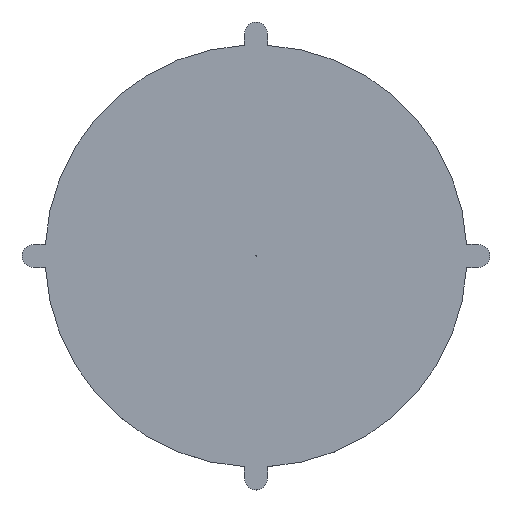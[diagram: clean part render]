
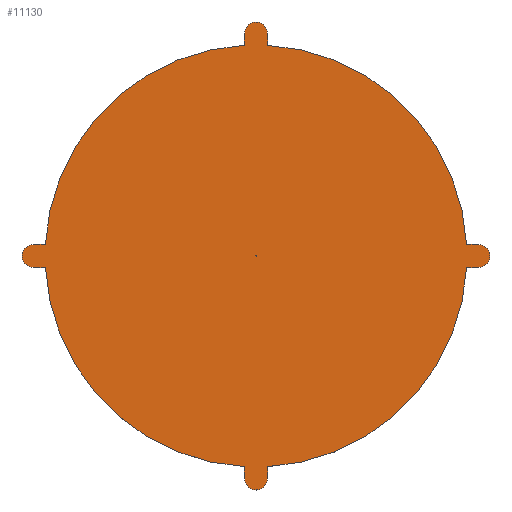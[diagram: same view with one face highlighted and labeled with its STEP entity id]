
A CAD part, top view. The second image highlights one B-rep face of the part: STEP entity #11130.
In plain terms, the highlighted planar face has unit normal (0, 0, 1).
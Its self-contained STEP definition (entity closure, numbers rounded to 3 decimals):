
#10437 = VERTEX_POINT('',#10438);
#10438 = CARTESIAN_POINT('',(-3.,58.,1.6));
#10444 = EDGE_CURVE('',#10437,#10445,#10447,.T.);
#10445 = VERTEX_POINT('',#10446);
#10446 = CARTESIAN_POINT('',(3.,58.,1.6));
#10447 = CIRCLE('',#10448,3.);
#10448 = AXIS2_PLACEMENT_3D('',#10449,#10450,#10451);
#10449 = CARTESIAN_POINT('',(0.,58.,1.6));
#10450 = DIRECTION('',(0.,0.,-1.));
#10451 = DIRECTION('',(-1.,0.,0.));
#10477 = EDGE_CURVE('',#10445,#10478,#10480,.T.);
#10478 = VERTEX_POINT('',#10479);
#10479 = CARTESIAN_POINT('',(3.,54.918,1.6));
#10480 = LINE('',#10481,#10482);
#10481 = CARTESIAN_POINT('',(3.,58.,1.6));
#10482 = VECTOR('',#10483,1.);
#10483 = DIRECTION('',(0.,-1.,0.));
#10508 = EDGE_CURVE('',#10478,#10509,#10511,.T.);
#10509 = VERTEX_POINT('',#10510);
#10510 = CARTESIAN_POINT('',(54.909,2.999,1.6));
#10511 = CIRCLE('',#10512,54.99);
#10512 = AXIS2_PLACEMENT_3D('',#10513,#10514,#10515);
#10513 = CARTESIAN_POINT('',(0.,0.01,1.6)
  );
#10514 = DIRECTION('',(0.,0.,-1.));
#10515 = DIRECTION('',(0.055,0.999,0.));
#10541 = EDGE_CURVE('',#10509,#10542,#10544,.T.);
#10542 = VERTEX_POINT('',#10543);
#10543 = CARTESIAN_POINT('',(54.918,3.,1.6));
#10544 = LINE('',#10545,#10546);
#10545 = CARTESIAN_POINT('',(54.909,2.999,1.6));
#10546 = VECTOR('',#10547,1.);
#10547 = DIRECTION('',(0.999,0.054,0.));
#10572 = EDGE_CURVE('',#10542,#10573,#10575,.T.);
#10573 = VERTEX_POINT('',#10574);
#10574 = CARTESIAN_POINT('',(58.,3.,1.6));
#10575 = LINE('',#10576,#10577);
#10576 = CARTESIAN_POINT('',(54.918,3.,1.6));
#10577 = VECTOR('',#10578,1.);
#10578 = DIRECTION('',(1.,0.,0.));
#10603 = EDGE_CURVE('',#10573,#10604,#10606,.T.);
#10604 = VERTEX_POINT('',#10605);
#10605 = CARTESIAN_POINT('',(58.,-3.,1.6));
#10606 = CIRCLE('',#10607,3.);
#10607 = AXIS2_PLACEMENT_3D('',#10608,#10609,#10610);
#10608 = CARTESIAN_POINT('',(58.,0.,1.6));
#10609 = DIRECTION('',(0.,0.,-1.));
#10610 = DIRECTION('',(0.,1.,0.));
#10636 = EDGE_CURVE('',#10604,#10637,#10639,.T.);
#10637 = VERTEX_POINT('',#10638);
#10638 = CARTESIAN_POINT('',(54.918,-3.,1.6));
#10639 = LINE('',#10640,#10641);
#10640 = CARTESIAN_POINT('',(58.,-3.,1.6));
#10641 = VECTOR('',#10642,1.);
#10642 = DIRECTION('',(-1.,0.,0.));
#10667 = EDGE_CURVE('',#10637,#10668,#10670,.T.);
#10668 = VERTEX_POINT('',#10669);
#10669 = CARTESIAN_POINT('',(3.001,-54.928,1.6));
#10670 = CIRCLE('',#10671,55.01);
#10671 = AXIS2_PLACEMENT_3D('',#10672,#10673,#10674);
#10672 = CARTESIAN_POINT('',(-0.01,0.,1.6
    ));
#10673 = DIRECTION('',(0.,0.,-1.));
#10674 = DIRECTION('',(0.999,-0.055,0.));
#10700 = EDGE_CURVE('',#10668,#10701,#10703,.T.);
#10701 = VERTEX_POINT('',#10702);
#10702 = CARTESIAN_POINT('',(3.,-54.918,1.6));
#10703 = LINE('',#10704,#10705);
#10704 = CARTESIAN_POINT('',(3.001,-54.928,1.6));
#10705 = VECTOR('',#10706,1.);
#10706 = DIRECTION('',(-0.055,0.998,0.));
#10731 = EDGE_CURVE('',#10701,#10732,#10734,.T.);
#10732 = VERTEX_POINT('',#10733);
#10733 = CARTESIAN_POINT('',(3.,-58.,1.6));
#10734 = LINE('',#10735,#10736);
#10735 = CARTESIAN_POINT('',(3.,-54.918,1.6));
#10736 = VECTOR('',#10737,1.);
#10737 = DIRECTION('',(0.,-1.,0.));
#10762 = EDGE_CURVE('',#10732,#10763,#10765,.T.);
#10763 = VERTEX_POINT('',#10764);
#10764 = CARTESIAN_POINT('',(-3.,-58.,1.6));
#10765 = CIRCLE('',#10766,3.);
#10766 = AXIS2_PLACEMENT_3D('',#10767,#10768,#10769);
#10767 = CARTESIAN_POINT('',(0.,-58.,1.6));
#10768 = DIRECTION('',(0.,0.,-1.));
#10769 = DIRECTION('',(1.,0.,0.));
#10795 = EDGE_CURVE('',#10763,#10796,#10798,.T.);
#10796 = VERTEX_POINT('',#10797);
#10797 = CARTESIAN_POINT('',(-3.,-54.918,1.6));
#10798 = LINE('',#10799,#10800);
#10799 = CARTESIAN_POINT('',(-3.,-58.,1.6));
#10800 = VECTOR('',#10801,1.);
#10801 = DIRECTION('',(0.,1.,0.));
#10826 = EDGE_CURVE('',#10796,#10827,#10829,.T.);
#10827 = VERTEX_POINT('',#10828);
#10828 = CARTESIAN_POINT('',(-54.909,-2.999,1.6));
#10829 = CIRCLE('',#10830,55.001);
#10830 = AXIS2_PLACEMENT_3D('',#10831,#10832,#10833);
#10831 = CARTESIAN_POINT('',(0.01,0.,1.6)
  );
#10832 = DIRECTION('',(0.,0.,-1.));
#10833 = DIRECTION('',(-0.055,-0.999,-0.));
#10859 = EDGE_CURVE('',#10827,#10860,#10862,.T.);
#10860 = VERTEX_POINT('',#10861);
#10861 = CARTESIAN_POINT('',(-54.918,-3.,1.6));
#10862 = LINE('',#10863,#10864);
#10863 = CARTESIAN_POINT('',(-54.909,-2.999,1.6));
#10864 = VECTOR('',#10865,1.);
#10865 = DIRECTION('',(-0.999,-0.055,0.));
#10890 = EDGE_CURVE('',#10860,#10891,#10893,.T.);
#10891 = VERTEX_POINT('',#10892);
#10892 = CARTESIAN_POINT('',(-58.,-3.,1.6));
#10893 = LINE('',#10894,#10895);
#10894 = CARTESIAN_POINT('',(-54.918,-3.,1.6));
#10895 = VECTOR('',#10896,1.);
#10896 = DIRECTION('',(-1.,0.,0.));
#10921 = EDGE_CURVE('',#10891,#10922,#10924,.T.);
#10922 = VERTEX_POINT('',#10923);
#10923 = CARTESIAN_POINT('',(-58.,3.,1.6));
#10924 = CIRCLE('',#10925,3.);
#10925 = AXIS2_PLACEMENT_3D('',#10926,#10927,#10928);
#10926 = CARTESIAN_POINT('',(-58.,0.,1.6));
#10927 = DIRECTION('',(0.,0.,-1.));
#10928 = DIRECTION('',(0.,-1.,0.));
#10954 = EDGE_CURVE('',#10922,#10955,#10957,.T.);
#10955 = VERTEX_POINT('',#10956);
#10956 = CARTESIAN_POINT('',(-54.918,3.,1.6));
#10957 = LINE('',#10958,#10959);
#10958 = CARTESIAN_POINT('',(-58.,3.,1.6));
#10959 = VECTOR('',#10960,1.);
#10960 = DIRECTION('',(1.,0.,0.));
#10985 = EDGE_CURVE('',#10955,#10986,#10988,.T.);
#10986 = VERTEX_POINT('',#10987);
#10987 = CARTESIAN_POINT('',(-3.001,54.928,1.6));
#10988 = CIRCLE('',#10989,54.999);
#10989 = AXIS2_PLACEMENT_3D('',#10990,#10991,#10992);
#10990 = CARTESIAN_POINT('',(0.,0.01,1.6)
  );
#10991 = DIRECTION('',(0.,0.,-1.));
#10992 = DIRECTION('',(-0.999,0.054,0.));
#11018 = EDGE_CURVE('',#10986,#11019,#11021,.T.);
#11019 = VERTEX_POINT('',#11020);
#11020 = CARTESIAN_POINT('',(-3.,54.918,1.6));
#11021 = LINE('',#11022,#11023);
#11022 = CARTESIAN_POINT('',(-3.001,54.928,1.6));
#11023 = VECTOR('',#11024,1.);
#11024 = DIRECTION('',(0.055,-0.999,0.));
#11049 = EDGE_CURVE('',#11019,#10437,#11050,.T.);
#11050 = LINE('',#11051,#11052);
#11051 = CARTESIAN_POINT('',(-3.,54.918,1.6));
#11052 = VECTOR('',#11053,1.);
#11053 = DIRECTION('',(0.,1.,0.));
#11073 = VERTEX_POINT('',#11074);
#11074 = CARTESIAN_POINT('',(0.01,0.,1.6));
#11080 = EDGE_CURVE('',#11073,#11073,#11081,.T.);
#11081 = CIRCLE('',#11082,0.01);
#11082 = AXIS2_PLACEMENT_3D('',#11083,#11084,#11085);
#11083 = CARTESIAN_POINT('',(0.,0.,1.6));
#11084 = DIRECTION('',(0.,0.,1.));
#11085 = DIRECTION('',(1.,0.,-0.));
#11130 = ADVANCED_FACE('',(#11131,#11153),#11156,.T.);
#11131 = FACE_BOUND('',#11132,.F.);
#11132 = EDGE_LOOP('',(#11133,#11134,#11135,#11136,#11137,#11138,#11139,
    #11140,#11141,#11142,#11143,#11144,#11145,#11146,#11147,#11148,
    #11149,#11150,#11151,#11152));
#11133 = ORIENTED_EDGE('',*,*,#10444,.T.);
#11134 = ORIENTED_EDGE('',*,*,#10477,.T.);
#11135 = ORIENTED_EDGE('',*,*,#10508,.T.);
#11136 = ORIENTED_EDGE('',*,*,#10541,.T.);
#11137 = ORIENTED_EDGE('',*,*,#10572,.T.);
#11138 = ORIENTED_EDGE('',*,*,#10603,.T.);
#11139 = ORIENTED_EDGE('',*,*,#10636,.T.);
#11140 = ORIENTED_EDGE('',*,*,#10667,.T.);
#11141 = ORIENTED_EDGE('',*,*,#10700,.T.);
#11142 = ORIENTED_EDGE('',*,*,#10731,.T.);
#11143 = ORIENTED_EDGE('',*,*,#10762,.T.);
#11144 = ORIENTED_EDGE('',*,*,#10795,.T.);
#11145 = ORIENTED_EDGE('',*,*,#10826,.T.);
#11146 = ORIENTED_EDGE('',*,*,#10859,.T.);
#11147 = ORIENTED_EDGE('',*,*,#10890,.T.);
#11148 = ORIENTED_EDGE('',*,*,#10921,.T.);
#11149 = ORIENTED_EDGE('',*,*,#10954,.T.);
#11150 = ORIENTED_EDGE('',*,*,#10985,.T.);
#11151 = ORIENTED_EDGE('',*,*,#11018,.T.);
#11152 = ORIENTED_EDGE('',*,*,#11049,.T.);
#11153 = FACE_BOUND('',#11154,.F.);
#11154 = EDGE_LOOP('',(#11155));
#11155 = ORIENTED_EDGE('',*,*,#11080,.T.);
#11156 = PLANE('',#11157);
#11157 = AXIS2_PLACEMENT_3D('',#11158,#11159,#11160);
#11158 = CARTESIAN_POINT('',(0.,0.,1.6));
#11159 = DIRECTION('',(0.,0.,1.));
#11160 = DIRECTION('',(1.,0.,-0.));
